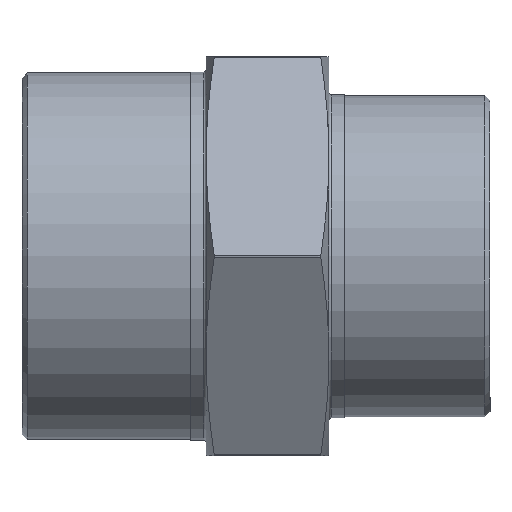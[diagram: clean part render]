
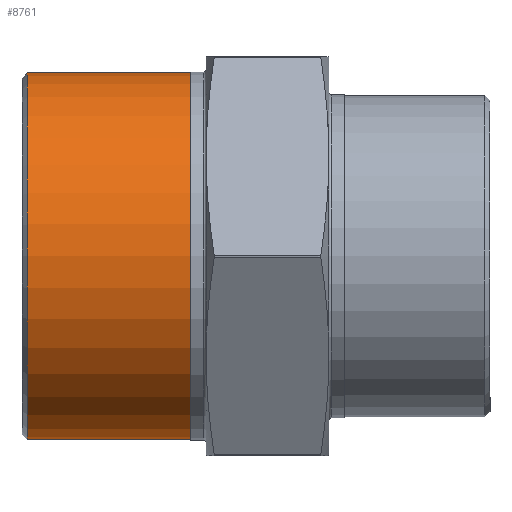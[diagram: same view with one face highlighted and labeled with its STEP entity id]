
A CAD part, front view. The second image highlights one B-rep face of the part: STEP entity #8761.
In plain terms, the highlighted cylindrical face has radius 23.901 mm (diameter 47.803 mm), a full revolution.
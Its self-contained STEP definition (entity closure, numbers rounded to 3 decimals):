
#1055 = FACE_OUTER_BOUND ( 'NONE', #10255, .T. ) ;
#1056 = FACE_OUTER_BOUND ( 'NONE', #10208, .T. ) ;
#1077 = CARTESIAN_POINT ( 'NONE',  ( 0., 0., 0. ) ) ;
#1083 = CYLINDRICAL_SURFACE ( 'NONE', #7013, 23.901 ) ;
#1084 = DIRECTION ( 'NONE',  ( 0., 0., 1. ) ) ;
#1087 = DIRECTION ( 'NONE',  ( -1., 0., 0. ) ) ;
#5054 = VERTEX_POINT ( 'NONE', #5059 ) ;
#5059 = CARTESIAN_POINT ( 'NONE',  ( -10., 0., 23.901 ) ) ;
#5071 = VERTEX_POINT ( 'NONE', #5074 ) ;
#5074 = CARTESIAN_POINT ( 'NONE',  ( -31.3, 0., 23.901 ) ) ;
#6873 = CIRCLE ( 'NONE', #6907, 23.901 ) ;
#6890 = CIRCLE ( 'NONE', #6892, 23.901 ) ;
#6892 = AXIS2_PLACEMENT_3D ( 'NONE', #7516, #7524, #7525 ) ;
#6907 = AXIS2_PLACEMENT_3D ( 'NONE', #7216, #7232, #7243 ) ;
#7013 = AXIS2_PLACEMENT_3D ( 'NONE', #1077, #1087, #1084 ) ;
#7216 = CARTESIAN_POINT ( 'NONE',  ( -31.3, 0., 0. ) ) ;
#7232 = DIRECTION ( 'NONE',  ( -1., 0., 0. ) ) ;
#7243 = DIRECTION ( 'NONE',  ( 0., 0., 1. ) ) ;
#7516 = CARTESIAN_POINT ( 'NONE',  ( -10., 0., 0. ) ) ;
#7524 = DIRECTION ( 'NONE',  ( -1., 0., 0. ) ) ;
#7525 = DIRECTION ( 'NONE',  ( 0., 0., 1. ) ) ;
#8665 = EDGE_CURVE ( 'NONE', #5071, #5071, #6873, .T. ) ;
#8702 = EDGE_CURVE ( 'NONE', #5054, #5054, #6890, .T. ) ;
#8761 = ADVANCED_FACE ( 'NONE', ( #1055, #1056 ), #1083, .T. ) ;
#10208 = EDGE_LOOP ( 'NONE', ( #10433 ) ) ;
#10255 = EDGE_LOOP ( 'NONE', ( #10500 ) ) ;
#10433 = ORIENTED_EDGE ( 'NONE', *, *, #8665, .F. ) ;
#10500 = ORIENTED_EDGE ( 'NONE', *, *, #8702, .T. ) ;
